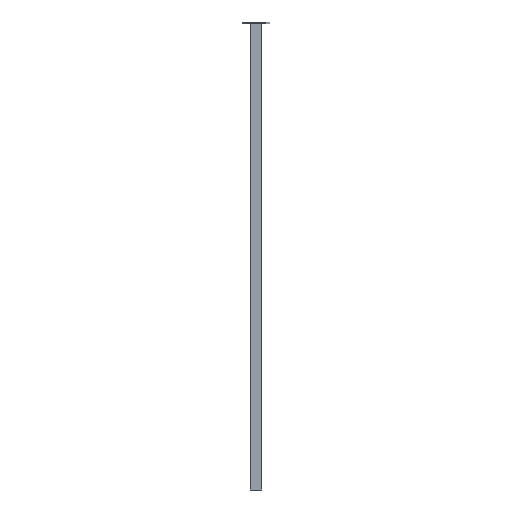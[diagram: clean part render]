
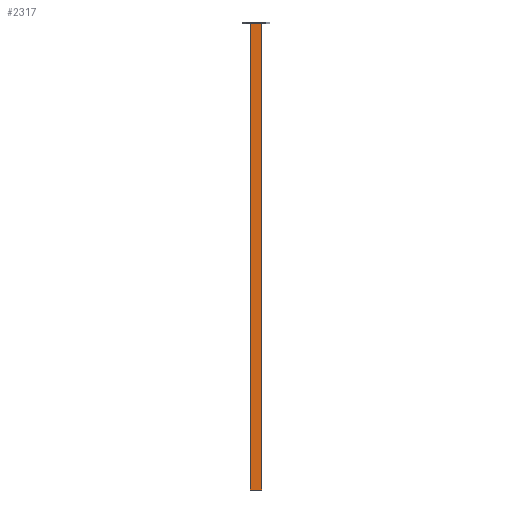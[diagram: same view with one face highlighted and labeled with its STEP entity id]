
A CAD part, front view. The second image highlights one B-rep face of the part: STEP entity #2317.
In plain terms, the highlighted planar face has unit normal (0, -1, 0).
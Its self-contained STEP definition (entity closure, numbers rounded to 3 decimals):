
#314 = CARTESIAN_POINT ( 'NONE',  ( -21., -40., 1696. ) ) ;
#316 = DIRECTION ( 'NONE',  ( 0., 0., -1. ) ) ;
#318 = CARTESIAN_POINT ( 'NONE',  ( 21., -40., 0. ) ) ;
#319 = DIRECTION ( 'NONE',  ( 1., 0., 0. ) ) ;
#320 = CARTESIAN_POINT ( 'NONE',  ( 21., -40., 1696. ) ) ;
#321 = DIRECTION ( 'NONE',  ( 1., 0., 0. ) ) ;
#795 = VERTEX_POINT ( 'NONE', #2861 ) ;
#796 = VERTEX_POINT ( 'NONE', #2860 ) ;
#1273 = VERTEX_POINT ( 'NONE', #2709 ) ;
#1278 = VERTEX_POINT ( 'NONE', #2704 ) ;
#2317 = ADVANCED_FACE ( 'NONE', ( #4577 ), #5321, .F. ) ;
#2704 = CARTESIAN_POINT ( 'NONE',  ( -21., -40., 0. ) ) ;
#2709 = CARTESIAN_POINT ( 'NONE',  ( -21., -40., 1696. ) ) ;
#2860 = CARTESIAN_POINT ( 'NONE',  ( 21., -40., 0. ) ) ;
#2861 = CARTESIAN_POINT ( 'NONE',  ( 21., -40., 1696. ) ) ;
#3171 = LINE ( 'NONE', #314, #3174 ) ;
#3174 = VECTOR ( 'NONE', #316, 1000. ) ;
#3175 = LINE ( 'NONE', #318, #3178 ) ;
#3177 = LINE ( 'NONE', #320, #3180 ) ;
#3178 = VECTOR ( 'NONE', #319, 1000. ) ;
#3180 = VECTOR ( 'NONE', #321, 1000. ) ;
#3830 = ORIENTED_EDGE ( 'NONE', *, *, #6005, .F. ) ;
#3845 = ORIENTED_EDGE ( 'NONE', *, *, #6324, .T. ) ;
#3937 = ORIENTED_EDGE ( 'NONE', *, *, #6326, .T. ) ;
#3948 = ORIENTED_EDGE ( 'NONE', *, *, #6327, .F. ) ;
#4577 = FACE_OUTER_BOUND ( 'NONE', #5036, .T. ) ;
#4660 = LINE ( 'NONE', #5606, #4663 ) ;
#4663 = VECTOR ( 'NONE', #5607, 1000. ) ;
#5036 = EDGE_LOOP ( 'NONE', ( #3937, #3830, #3948, #3845 ) ) ;
#5314 = CARTESIAN_POINT ( 'NONE',  ( 21., -40., 1696. ) ) ;
#5321 = PLANE ( 'NONE',  #5831 ) ;
#5323 = DIRECTION ( 'NONE',  ( 0., 1., 0. ) ) ;
#5324 = DIRECTION ( 'NONE',  ( -1., 0., 0. ) ) ;
#5606 = CARTESIAN_POINT ( 'NONE',  ( 21., -40., 1696. ) ) ;
#5607 = DIRECTION ( 'NONE',  ( 0., 0., -1. ) ) ;
#5831 = AXIS2_PLACEMENT_3D ( 'NONE', #5314, #5323, #5324 ) ;
#6005 = EDGE_CURVE ( 'NONE', #795, #796, #4660, .T. ) ;
#6324 = EDGE_CURVE ( 'NONE', #1273, #1278, #3171, .T. ) ;
#6326 = EDGE_CURVE ( 'NONE', #1278, #796, #3175, .T. ) ;
#6327 = EDGE_CURVE ( 'NONE', #1273, #795, #3177, .T. ) ;
